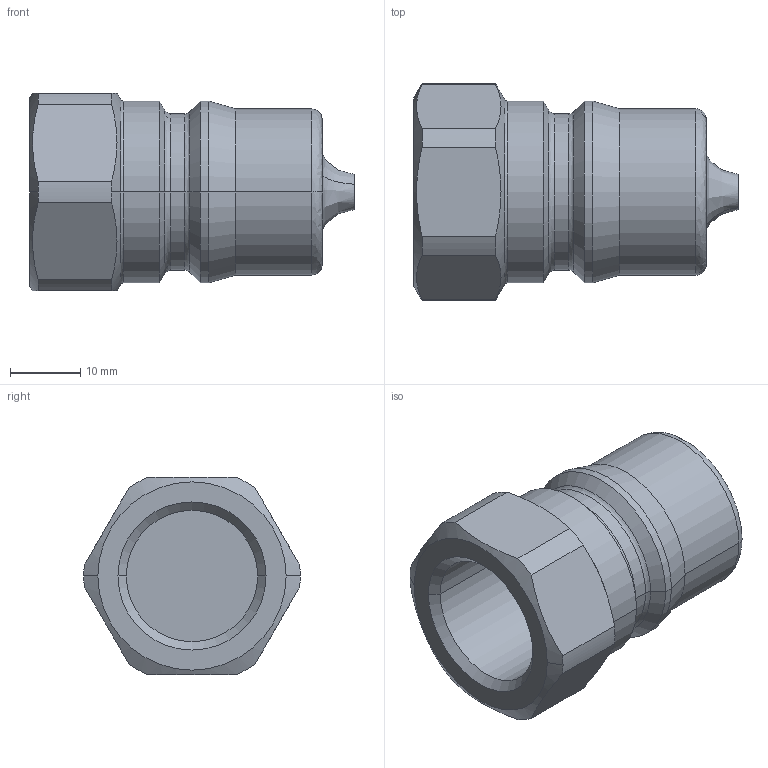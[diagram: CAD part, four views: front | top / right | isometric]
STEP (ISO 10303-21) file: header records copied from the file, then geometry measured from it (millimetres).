
FILE_DESCRIPTION (( 'STEP AP214' ), '1' );
FILE_NAME ('IB5020 V.STEP', '2015-09-02T13:34:21', ( 'admin' ), ( 'Microsoft' ), 'SwSTEP 2.0', 'SolidWorks 2009', '' );
FILE_SCHEMA (( 'AUTOMOTIVE_DESIGN' ));
Length unit declared in the file: millimetre
Products named in the file (1): IB5020 V
Bounding box: 46 x 30.7 x 28 mm (x, y, z)
Volume: 17490.4 mm3; surface area: 5571.8 mm2
Topology: 1 solids, 1 shells, 55 faces, 123 edges, 72 vertices
Faces by surface type: cylinder 19, cone 16, bspline 10, plane 10
Entity records: 1766 total; most frequent: CARTESIAN_POINT 539, DIRECTION 269, ORIENTED_EDGE 246, EDGE_CURVE 123, AXIS2_PLACEMENT_3D 114, VERTEX_POINT 72, CIRCLE 68, EDGE_LOOP 57
